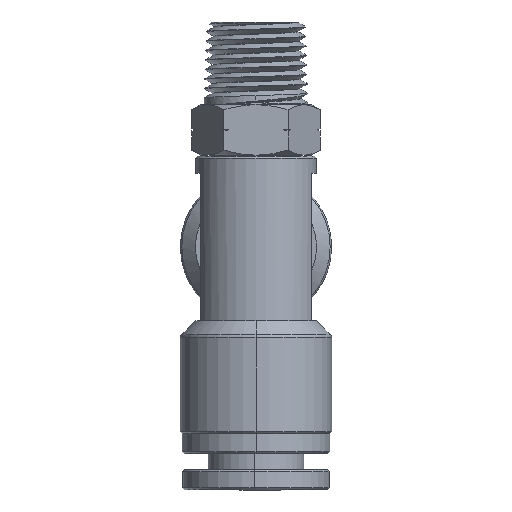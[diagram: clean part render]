
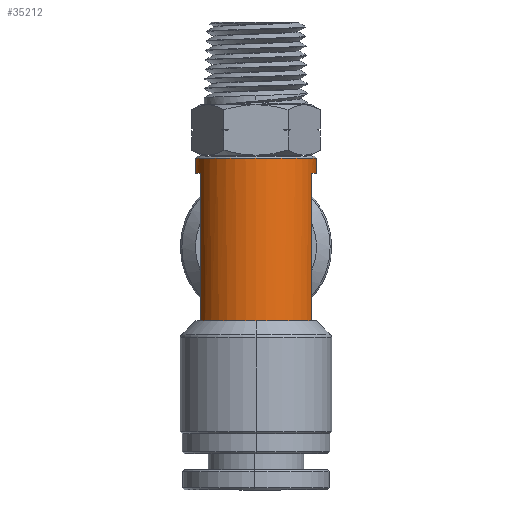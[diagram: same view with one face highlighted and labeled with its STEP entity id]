
A CAD part, front view. The second image highlights one B-rep face of the part: STEP entity #35212.
In plain terms, the highlighted cylindrical face has radius 6 mm (diameter 12 mm), a partial arc.
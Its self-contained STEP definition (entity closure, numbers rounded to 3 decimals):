
#421 = VERTEX_POINT ( 'NONE', #3153 ) ;
#2750 = EDGE_CURVE ( 'NONE', #17263, #37637, #23429, .T. ) ;
#2805 = AXIS2_PLACEMENT_3D ( 'NONE', #27657, #5532, #31405 ) ;
#3153 = CARTESIAN_POINT ( 'NONE',  ( 6., 0., 0. ) ) ;
#3342 = CARTESIAN_POINT ( 'NONE',  ( -6., 0., 0. ) ) ;
#4942 = VECTOR ( 'NONE', #27187, 1000. ) ;
#5068 = CARTESIAN_POINT ( 'NONE',  ( -6., 0., -14.6 ) ) ;
#5532 = DIRECTION ( 'NONE',  ( 0., 0., 1. ) ) ;
#5606 = CARTESIAN_POINT ( 'NONE',  ( 5.499, -2.4, 0. ) ) ;
#5641 = AXIS2_PLACEMENT_3D ( 'NONE', #38409, #16275, #42134 ) ;
#6429 = VECTOR ( 'NONE', #41311, 1000. ) ;
#6589 = EDGE_CURVE ( 'NONE', #421, #46498, #9179, .T. ) ;
#6804 = DIRECTION ( 'NONE',  ( 0., 0., -1. ) ) ;
#7311 = VERTEX_POINT ( 'NONE', #37380 ) ;
#7632 = DIRECTION ( 'NONE',  ( 0., 0., 1. ) ) ;
#7641 = CARTESIAN_POINT ( 'NONE',  ( 6., 0., 1.5 ) ) ;
#8022 = CARTESIAN_POINT ( 'NONE',  ( 5.499, -2.4, -14.6 ) ) ;
#9179 = LINE ( 'NONE', #14510, #37534 ) ;
#10286 = CIRCLE ( 'NONE', #19598, 6. ) ;
#10677 = VERTEX_POINT ( 'NONE', #5606 ) ;
#11181 = DIRECTION ( 'NONE',  ( 1., 0., 0. ) ) ;
#11209 = EDGE_CURVE ( 'NONE', #43333, #33643, #35495, .T. ) ;
#11399 = CIRCLE ( 'NONE', #23206, 6. ) ;
#13469 = CARTESIAN_POINT ( 'NONE',  ( 5.499, -2.4, -14.6 ) ) ;
#13968 = DIRECTION ( 'NONE',  ( 0., 0., 1. ) ) ;
#14262 = ORIENTED_EDGE ( 'NONE', *, *, #6589, .T. ) ;
#14510 = CARTESIAN_POINT ( 'NONE',  ( 6., 0., -14.6 ) ) ;
#15281 = ORIENTED_EDGE ( 'NONE', *, *, #26846, .T. ) ;
#16275 = DIRECTION ( 'NONE',  ( 0., 0., 1. ) ) ;
#16557 = EDGE_CURVE ( 'NONE', #10677, #421, #10286, .T. ) ;
#17263 = VERTEX_POINT ( 'NONE', #41480 ) ;
#17308 = EDGE_CURVE ( 'NONE', #28406, #7311, #43104, .T. ) ;
#18451 = EDGE_LOOP ( 'NONE', ( #35487, #15281, #43041, #23400, #28042, #32739, #36198, #14262, #43455 ) ) ;
#19598 = AXIS2_PLACEMENT_3D ( 'NONE', #29727, #7632, #33470 ) ;
#19723 = LINE ( 'NONE', #8022, #6429 ) ;
#20634 = CARTESIAN_POINT ( 'NONE',  ( 0., 0., 0. ) ) ;
#22299 = CARTESIAN_POINT ( 'NONE',  ( -5.499, -2.4, 0. ) ) ;
#22495 = CIRCLE ( 'NONE', #2805, 6. ) ;
#23206 = AXIS2_PLACEMENT_3D ( 'NONE', #28910, #6804, #32674 ) ;
#23400 = ORIENTED_EDGE ( 'NONE', *, *, #40377, .T. ) ;
#23429 = CIRCLE ( 'NONE', #5641, 6. ) ;
#24335 = DIRECTION ( 'NONE',  ( 1., 0., 0. ) ) ;
#26846 = EDGE_CURVE ( 'NONE', #28406, #33643, #37715, .T. ) ;
#27187 = DIRECTION ( 'NONE',  ( 0., 0., 1. ) ) ;
#27657 = CARTESIAN_POINT ( 'NONE',  ( 0., 0., -14.6 ) ) ;
#28008 = CYLINDRICAL_SURFACE ( 'NONE', #30156, 6. ) ;
#28042 = ORIENTED_EDGE ( 'NONE', *, *, #2750, .T. ) ;
#28406 = VERTEX_POINT ( 'NONE', #3342 ) ;
#28910 = CARTESIAN_POINT ( 'NONE',  ( 0., 0., 1.5 ) ) ;
#29727 = CARTESIAN_POINT ( 'NONE',  ( 0., 0., 0. ) ) ;
#30156 = AXIS2_PLACEMENT_3D ( 'NONE', #44296, #47873, #11181 ) ;
#31405 = DIRECTION ( 'NONE',  ( 1., 0., 0. ) ) ;
#32674 = DIRECTION ( 'NONE',  ( 1., 0., 0. ) ) ;
#32739 = ORIENTED_EDGE ( 'NONE', *, *, #36426, .T. ) ;
#33470 = DIRECTION ( 'NONE',  ( 1., 0., 0. ) ) ;
#33643 = VERTEX_POINT ( 'NONE', #22299 ) ;
#35212 = ADVANCED_FACE ( 'NONE', ( #41390 ), #28008, .T. ) ;
#35487 = ORIENTED_EDGE ( 'NONE', *, *, #17308, .F. ) ;
#35495 = LINE ( 'NONE', #39841, #45307 ) ;
#36198 = ORIENTED_EDGE ( 'NONE', *, *, #16557, .T. ) ;
#36426 = EDGE_CURVE ( 'NONE', #37637, #10677, #19723, .T. ) ;
#37380 = CARTESIAN_POINT ( 'NONE',  ( -6., 0., 1.5 ) ) ;
#37534 = VECTOR ( 'NONE', #40384, 1000. ) ;
#37637 = VERTEX_POINT ( 'NONE', #13469 ) ;
#37715 = CIRCLE ( 'NONE', #46983, 6. ) ;
#38291 = EDGE_CURVE ( 'NONE', #46498, #7311, #11399, .T. ) ;
#38409 = CARTESIAN_POINT ( 'NONE',  ( 0., 0., -14.6 ) ) ;
#39841 = CARTESIAN_POINT ( 'NONE',  ( -5.499, -2.4, -14.6 ) ) ;
#40377 = EDGE_CURVE ( 'NONE', #43333, #17263, #22495, .T. ) ;
#40384 = DIRECTION ( 'NONE',  ( 0., 0., 1. ) ) ;
#41311 = DIRECTION ( 'NONE',  ( 0., 0., 1. ) ) ;
#41390 = FACE_OUTER_BOUND ( 'NONE', #18451, .T. ) ;
#41480 = CARTESIAN_POINT ( 'NONE',  ( 0., -6., -14.6 ) ) ;
#42134 = DIRECTION ( 'NONE',  ( 1., 0., 0. ) ) ;
#43041 = ORIENTED_EDGE ( 'NONE', *, *, #11209, .F. ) ;
#43104 = LINE ( 'NONE', #5068, #4942 ) ;
#43333 = VERTEX_POINT ( 'NONE', #47785 ) ;
#43455 = ORIENTED_EDGE ( 'NONE', *, *, #38291, .T. ) ;
#44296 = CARTESIAN_POINT ( 'NONE',  ( 0., 0., -14.6 ) ) ;
#45307 = VECTOR ( 'NONE', #13968, 1000. ) ;
#46498 = VERTEX_POINT ( 'NONE', #7641 ) ;
#46502 = DIRECTION ( 'NONE',  ( 0., 0., 1. ) ) ;
#46983 = AXIS2_PLACEMENT_3D ( 'NONE', #20634, #46502, #24335 ) ;
#47785 = CARTESIAN_POINT ( 'NONE',  ( -5.499, -2.4, -14.6 ) ) ;
#47873 = DIRECTION ( 'NONE',  ( 0., 0., 1. ) ) ;
